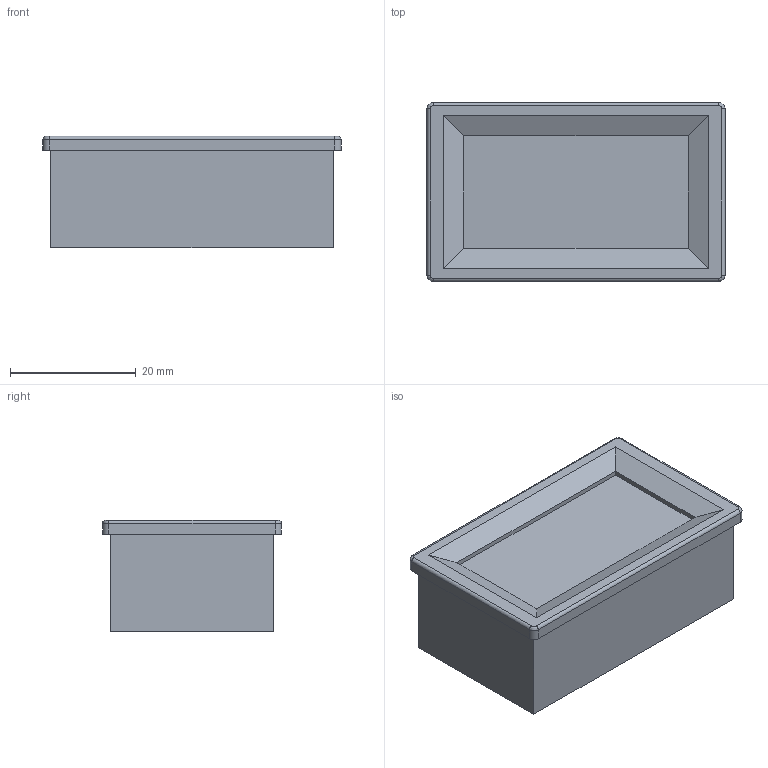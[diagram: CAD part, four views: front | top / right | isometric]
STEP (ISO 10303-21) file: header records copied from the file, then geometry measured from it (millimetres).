
FILE_DESCRIPTION(/* description */ (''),/* implementation_level */ '2;1');
FILE_NAME(/* name */ 'voltammeter.step',/* time_stamp */ '2024-07-12T16:32:34+09:00',/* author */ (''),/* organization */ (''),/* preprocessor_version */ 'ST-DEVELOPER v20',/* originating_system */ 'Autodesk Translation Framework v13.14.0.145',/* authorisation */ '');
FILE_SCHEMA (('AUTOMOTIVE_DESIGN { 1 0 10303 214 3 1 1 }'));
Length unit declared in the file: millimetre
Products named in the file (1): voltammeter
Bounding box: 47.5 x 28.5 x 17.75 mm (x, y, z)
Volume: 13579.2 mm3; surface area: 6151.8 mm2
Topology: 1 solids, 1 shells, 37 faces, 84 edges, 52 vertices
Faces by surface type: plane 25, cylinder 8, bspline 4
Entity records: 1078 total; most frequent: CARTESIAN_POINT 206, DIRECTION 172, ORIENTED_EDGE 168, EDGE_CURVE 84, LINE 64, VECTOR 64, AXIS2_PLACEMENT_3D 54, VERTEX_POINT 52
